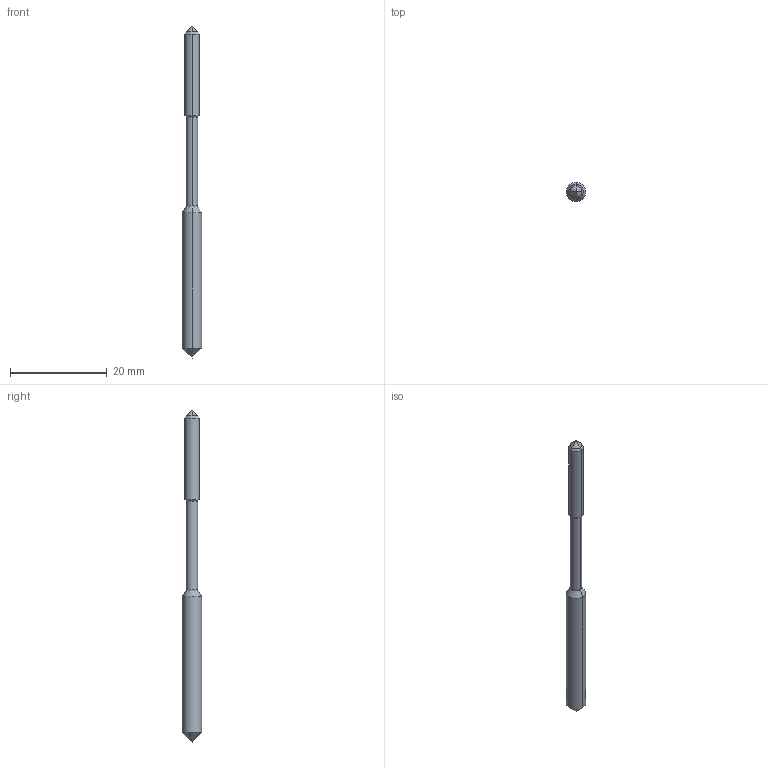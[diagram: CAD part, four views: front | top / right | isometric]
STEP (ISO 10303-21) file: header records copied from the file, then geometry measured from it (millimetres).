
FILE_DESCRIPTION((''),'2;1');
FILE_NAME('608198969-000_ASM','2025-02-07T08:36:03',('AAD_4'),(''),'CREO PARAMETRIC BY PTC INC, 2021184','CREO PARAMETRIC BY PTC INC, 2021184','');
FILE_SCHEMA(('AP242_MANAGED_MODEL_BASED_3D_ENGINEERING_MIM_LF { 1 0 10303 442 1 1 4 }'));
Length unit declared in the file: millimetre
Products named in the file (3): 607928997-000_PRT; 607928998-000_PRT; 608198969-000_ASM
Assembly tree (2 placements, depth 2):
  608198969-000_ASM
    607928997-000_PRT
    607928998-000_PRT
Bounding box: 4 x 4 x 68.5 mm (x, y, z)
Volume: 580.4 mm3; surface area: 796.9 mm2
Topology: 2 solids, 4 shells, 32 faces, 81 edges, 65 vertices
Faces by surface type: cone 12, cylinder 12, plane 6, torus 2
Entity records: 2234 total; most frequent: DIRECTION 261, CARTESIAN_POINT 209, PRESENTATION_STYLE_ASSIGNMENT 127, STYLED_ITEM 123, ORIENTED_EDGE 117, CURVE_STYLE 104, AXIS2_PLACEMENT_3D 103, PROPERTY_DEFINITION 92
